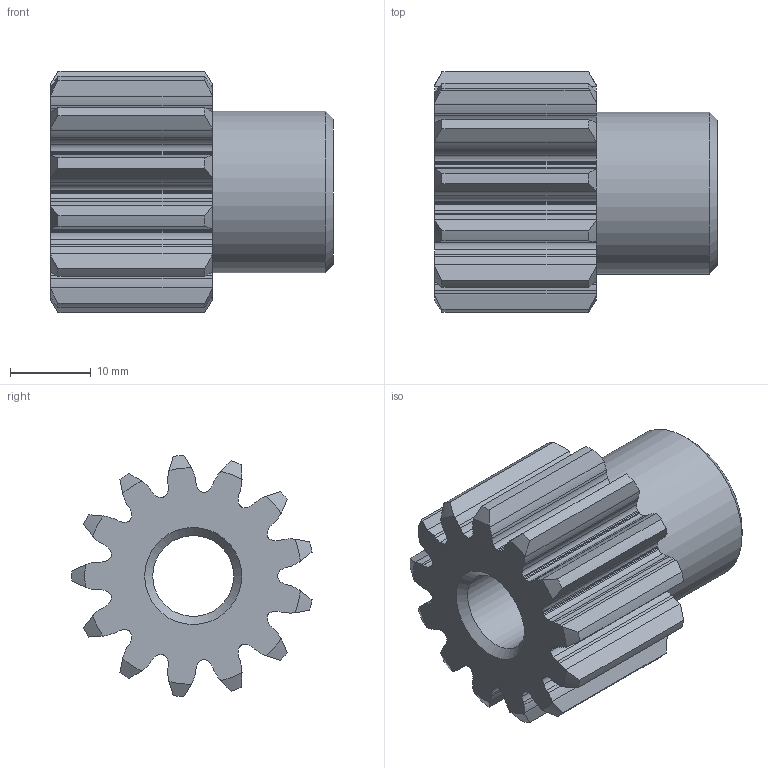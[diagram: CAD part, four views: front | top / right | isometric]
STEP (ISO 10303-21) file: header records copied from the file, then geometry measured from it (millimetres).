
FILE_DESCRIPTION(/* description */ ('Alibre Inc.'),/* implementation_level */ '2;1');
FILE_NAME(/* name */ 'export-312761B9-5674-4C96-8933-1AE74699A43F',/* time_stamp */ '2024-06-28T18:02:42+02:00',/* author */ (''),/* organization */ (''),/* preprocessor_version */ 'ST-DEVELOPER v17',/* originating_system */ 'Alibre',/* authorisation */ '');
FILE_SCHEMA (('AUTOMOTIVE_DESIGN'));
Length unit declared in the file: millimetre
Products named in the file (1): 401020013
Bounding box: 35 x 29.71 x 29.91 mm (x, y, z)
Volume: 12254.5 mm3; surface area: 5931.9 mm2
Topology: 1 solids, 1 shells, 225 faces, 667 edges, 445 vertices
Faces by surface type: cylinder 193, cone 29, plane 3
Full cylindrical faces by diameter (mm): 10 x1, 20 x1
Entity records: 7746 total; most frequent: CARTESIAN_POINT 1471, DIRECTION 1437, ORIENTED_EDGE 1334, EDGE_CURVE 667, AXIS2_PLACEMENT_3D 622, VERTEX_POINT 445, CIRCLE 397, EDGE_LOOP 228
